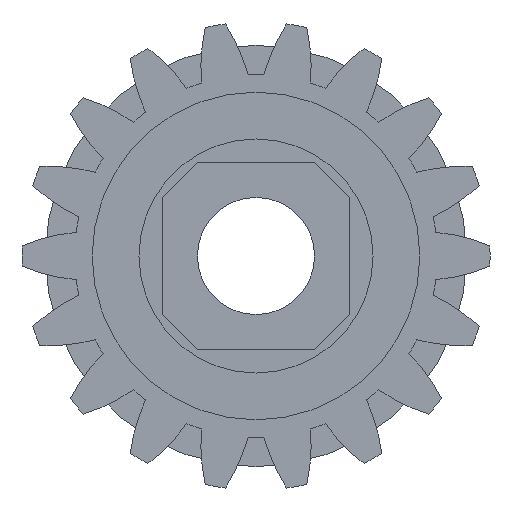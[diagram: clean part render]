
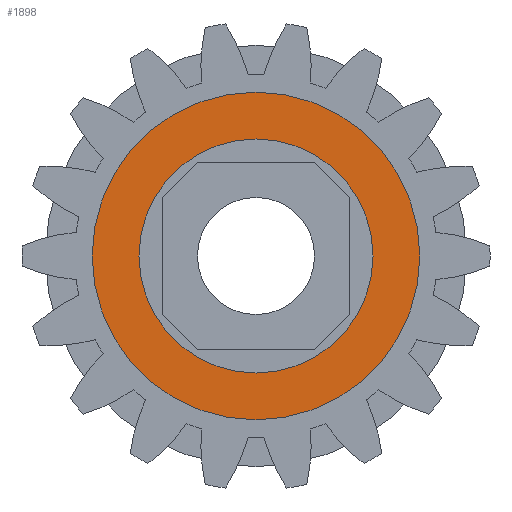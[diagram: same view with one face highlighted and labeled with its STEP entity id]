
A CAD part, left-side view. The second image highlights one B-rep face of the part: STEP entity #1898.
In plain terms, the highlighted planar face has unit normal (-1, 0, 0).
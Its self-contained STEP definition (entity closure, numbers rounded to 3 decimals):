
#106=FACE_BOUND('',#318,.T.);
#124=PLANE('',#2166);
#216=FACE_OUTER_BOUND('',#317,.T.);
#317=EDGE_LOOP('',(#1665,#1666));
#318=EDGE_LOOP('',(#1667,#1668));
#695=CIRCLE('',#2167,7.);
#696=CIRCLE('',#2168,7.);
#697=CIRCLE('',#2169,5.);
#698=CIRCLE('',#2170,5.);
#883=VERTEX_POINT('',#3348);
#884=VERTEX_POINT('',#3349);
#885=VERTEX_POINT('',#3352);
#886=VERTEX_POINT('',#3353);
#1153=EDGE_CURVE('',#883,#884,#695,.T.);
#1154=EDGE_CURVE('',#884,#883,#696,.T.);
#1155=EDGE_CURVE('',#885,#886,#697,.T.);
#1156=EDGE_CURVE('',#886,#885,#698,.T.);
#1665=ORIENTED_EDGE('',*,*,#1153,.T.);
#1666=ORIENTED_EDGE('',*,*,#1154,.T.);
#1667=ORIENTED_EDGE('',*,*,#1155,.F.);
#1668=ORIENTED_EDGE('',*,*,#1156,.F.);
#1898=ADVANCED_FACE('',(#216,#106),#124,.T.);
#2166=AXIS2_PLACEMENT_3D('',#3347,#2771,#2772);
#2167=AXIS2_PLACEMENT_3D('',#3350,#2773,#2774);
#2168=AXIS2_PLACEMENT_3D('',#3351,#2775,#2776);
#2169=AXIS2_PLACEMENT_3D('',#3354,#2777,#2778);
#2170=AXIS2_PLACEMENT_3D('',#3355,#2779,#2780);
#2771=DIRECTION('center_axis',(-1.,0.,0.));
#2772=DIRECTION('ref_axis',(0.,0.,
1.));
#2773=DIRECTION('center_axis',(-1.,0.,0.));
#2774=DIRECTION('ref_axis',(0.,0.,
1.));
#2775=DIRECTION('center_axis',(-1.,0.,0.));
#2776=DIRECTION('ref_axis',(0.,0.,
1.));
#2777=DIRECTION('center_axis',(-1.,0.,0.));
#2778=DIRECTION('ref_axis',(0.,0.,
1.));
#2779=DIRECTION('center_axis',(-1.,0.,0.));
#2780=DIRECTION('ref_axis',(0.,0.,
1.));
#3347=CARTESIAN_POINT('Origin',(0.,0.,
5.));
#3348=CARTESIAN_POINT('',(0.,0.,7.));
#3349=CARTESIAN_POINT('',(0.,0.,-7.));
#3350=CARTESIAN_POINT('Origin',(0.,0.,0.));
#3351=CARTESIAN_POINT('Origin',(0.,0.,0.));
#3352=CARTESIAN_POINT('',(0.,0.,5.));
#3353=CARTESIAN_POINT('',(0.,0.,-5.));
#3354=CARTESIAN_POINT('Origin',(0.,0.,0.));
#3355=CARTESIAN_POINT('Origin',(0.,0.,0.));
